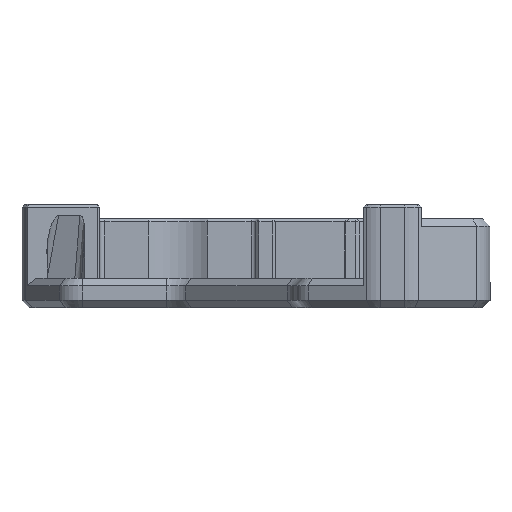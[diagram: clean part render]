
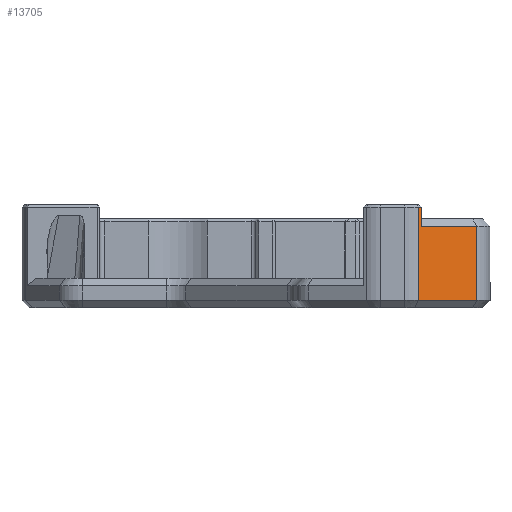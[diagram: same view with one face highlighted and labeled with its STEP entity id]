
A CAD part, front view. The second image highlights one B-rep face of the part: STEP entity #13705.
In plain terms, the highlighted planar face has unit normal (0.5, -0.866, 0).
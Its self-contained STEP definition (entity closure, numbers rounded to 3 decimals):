
#1028 = LINE ( 'NONE', #5242, #1270 ) ;
#1270 = VECTOR ( 'NONE', #3615, 1000. ) ;
#2515 = VECTOR ( 'NONE', #12065, 1000. ) ;
#2942 = ORIENTED_EDGE ( 'NONE', *, *, #8214, .T. ) ;
#2988 = LINE ( 'NONE', #17537, #14462 ) ;
#3447 = VERTEX_POINT ( 'NONE', #8744 ) ;
#3564 = VECTOR ( 'NONE', #10842, 1000. ) ;
#3615 = DIRECTION ( 'NONE',  ( -0.866, -0.5, 0. ) ) ;
#3956 = ORIENTED_EDGE ( 'NONE', *, *, #16612, .T. ) ;
#4036 = EDGE_CURVE ( 'NONE', #16516, #7337, #2988, .T. ) ;
#4367 = VECTOR ( 'NONE', #17387, 1000. ) ;
#4383 = PLANE ( 'NONE',  #13669 ) ;
#5242 = CARTESIAN_POINT ( 'NONE',  ( 27.632, -35.903, 10.3 ) ) ;
#5597 = LINE ( 'NONE', #14301, #17402 ) ;
#5711 = CARTESIAN_POINT ( 'NONE',  ( 30.625, -34.175, 0.75 ) ) ;
#5813 = CARTESIAN_POINT ( 'NONE',  ( 24.629, -37.637, 0.74 ) ) ;
#5989 = ORIENTED_EDGE ( 'NONE', *, *, #12246, .T. ) ;
#6227 = CARTESIAN_POINT ( 'NONE',  ( 24.95, -37.452, 5.525 ) ) ;
#6361 = LINE ( 'NONE', #16312, #3564 ) ;
#6996 = CARTESIAN_POINT ( 'NONE',  ( 30.625, -34.175, 8.35 ) ) ;
#7246 = DIRECTION ( 'NONE',  ( 0.866, 0.5, 0. ) ) ;
#7303 = DIRECTION ( 'NONE',  ( -0.866, -0.5, 0. ) ) ;
#7337 = VERTEX_POINT ( 'NONE', #8064 ) ;
#7490 = CARTESIAN_POINT ( 'NONE',  ( 30.625, -34.175, 0.75 ) ) ;
#8025 = DIRECTION ( 'NONE',  ( 0., 0., 1. ) ) ;
#8064 = CARTESIAN_POINT ( 'NONE',  ( 24.95, -37.452, 8.35 ) ) ;
#8214 = EDGE_CURVE ( 'NONE', #11663, #3447, #6361, .T. ) ;
#8744 = CARTESIAN_POINT ( 'NONE',  ( 24.638, -37.632, 0.75 ) ) ;
#9477 = EDGE_CURVE ( 'NONE', #9931, #3447, #12985, .T. ) ;
#9931 = VERTEX_POINT ( 'NONE', #7490 ) ;
#10261 = VERTEX_POINT ( 'NONE', #17838 ) ;
#10429 = ORIENTED_EDGE ( 'NONE', *, *, #9477, .F. ) ;
#10842 = DIRECTION ( 'NONE',  ( 0., 0., -1. ) ) ;
#11455 = FACE_OUTER_BOUND ( 'NONE', #18654, .T. ) ;
#11498 = CARTESIAN_POINT ( 'NONE',  ( 24.638, -37.632, 10.3 ) ) ;
#11663 = VERTEX_POINT ( 'NONE', #11498 ) ;
#11744 = DIRECTION ( 'NONE',  ( 0.5, -0.866, 0. ) ) ;
#12065 = DIRECTION ( 'NONE',  ( 0., 0., 1. ) ) ;
#12181 = ORIENTED_EDGE ( 'NONE', *, *, #4036, .T. ) ;
#12246 = EDGE_CURVE ( 'NONE', #10261, #11663, #1028, .T. ) ;
#12985 = LINE ( 'NONE', #5711, #4367 ) ;
#13669 = AXIS2_PLACEMENT_3D ( 'NONE', #5813, #11744, #7246 ) ;
#13705 = ADVANCED_FACE ( 'NONE', ( #11455 ), #4383, .T. ) ;
#14301 = CARTESIAN_POINT ( 'NONE',  ( 30.625, -34.175, 5.525 ) ) ;
#14462 = VECTOR ( 'NONE', #7303, 1000. ) ;
#14884 = ORIENTED_EDGE ( 'NONE', *, *, #15579, .T. ) ;
#15579 = EDGE_CURVE ( 'NONE', #9931, #16516, #5597, .T. ) ;
#16312 = CARTESIAN_POINT ( 'NONE',  ( 24.638, -37.632, 5.525 ) ) ;
#16516 = VERTEX_POINT ( 'NONE', #6996 ) ;
#16612 = EDGE_CURVE ( 'NONE', #7337, #10261, #17711, .T. ) ;
#17387 = DIRECTION ( 'NONE',  ( -0.866, -0.5, 0. ) ) ;
#17402 = VECTOR ( 'NONE', #8025, 1000. ) ;
#17537 = CARTESIAN_POINT ( 'NONE',  ( 27.632, -35.903, 8.35 ) ) ;
#17711 = LINE ( 'NONE', #6227, #2515 ) ;
#17838 = CARTESIAN_POINT ( 'NONE',  ( 24.95, -37.452, 10.3 ) ) ;
#18654 = EDGE_LOOP ( 'NONE', ( #12181, #3956, #5989, #2942, #10429, #14884 ) ) ;
